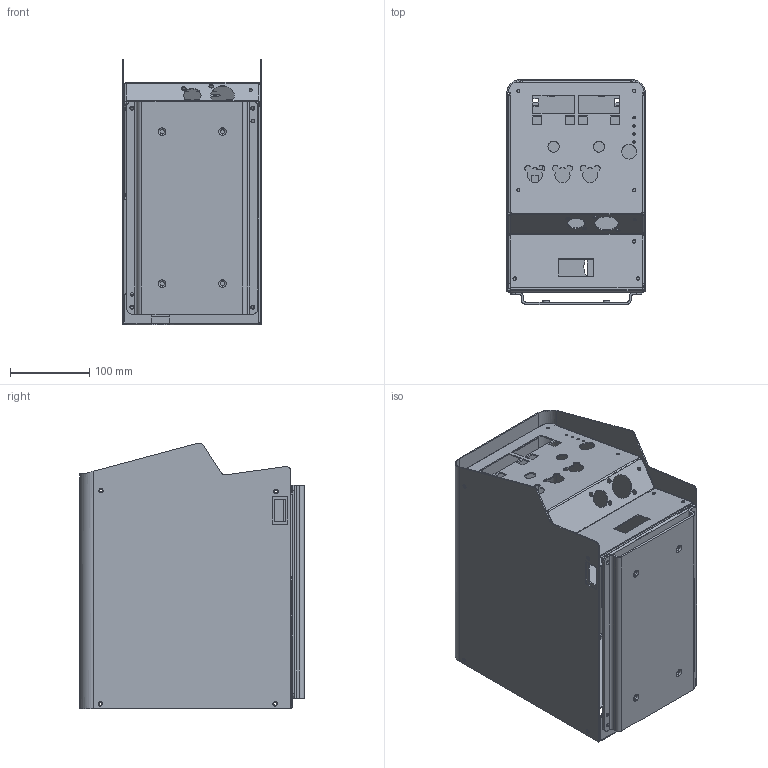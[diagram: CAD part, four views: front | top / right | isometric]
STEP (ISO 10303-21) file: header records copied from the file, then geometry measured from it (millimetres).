
FILE_DESCRIPTION (( 'STEP AP214' ), '1' );
FILE_NAME ('274174 (S-74 MPa Plus Control Box - Joined Shell).STEP', '2017-09-05T17:31:13', ( 'ITS' ), ( 'ITW Welding Group' ), 'SwSTEP 2.0', 'SolidWorks 2016', '' );
FILE_SCHEMA (( 'AUTOMOTIVE_DESIGN' ));
Length unit declared in the file: inch
Products named in the file (1): 274174 (S-74 MPa Plus Control Box - Joined Shell)
Bounding box: 175.28 x 283.57 x 335.44 mm (x, y, z)
Volume: 717997.7 mm3; surface area: 876231.3 mm2
Topology: 1 solids, 1 shells, 840 faces, 2404 edges, 1575 vertices
Faces by surface type: plane 449, cylinder 357, bspline 22, torus 12
Entity records: 28459 total; most frequent: CARTESIAN_POINT 5506, ORIENTED_EDGE 4808, DIRECTION 4693, EDGE_CURVE 2404, VERTEX_POINT 1575, VECTOR 1567, LINE 1567, AXIS2_PLACEMENT_3D 1563
